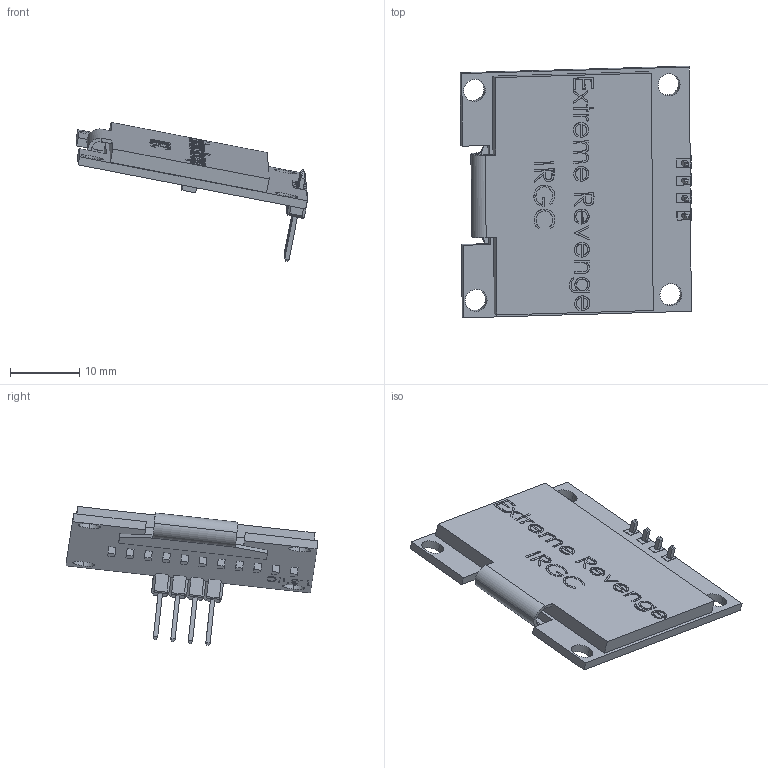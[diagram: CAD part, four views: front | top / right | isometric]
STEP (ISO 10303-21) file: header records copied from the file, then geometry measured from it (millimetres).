
FILE_DESCRIPTION (( 'STEP AP214' ), '1' );
FILE_NAME ('OLED.STEP', '2021-05-31T04:27:46', ( '' ), ( '' ), 'SwSTEP 2.0', 'SolidWorks 2019', '' );
FILE_SCHEMA (( 'AUTOMOTIVE_DESIGN' ));
Length unit declared in the file: metre
Products named in the file (5): OLED; ISP_OLED; Pin Header 1x4 TH Pitch 2.54mm.stp
Assembly tree (2 placements, depth 2):
  OLED
    ISP_OLED
    Pin Header 1x4 TH Pitch 2.54mm.stp
  Pin Header 1x4 TH Pitch 2.54mm.stp
  ISP_OLED
Bounding box: 33.45 x 36.38 x 20.1 mm (x, y, z)
Volume: 3031.5 mm3; surface area: 3221.9 mm2
Topology: 1 solids, 6 shells, 585 faces, 1538 edges, 1008 vertices
Faces by surface type: plane 406, bspline 159, cylinder 20
Entity records: 26821 total; most frequent: CARTESIAN_POINT 12089, ORIENTED_EDGE 3076, DIRECTION 1794, EDGE_CURVE 1538, VERTEX_POINT 1008, LINE 848, VECTOR 848, EDGE_LOOP 654
